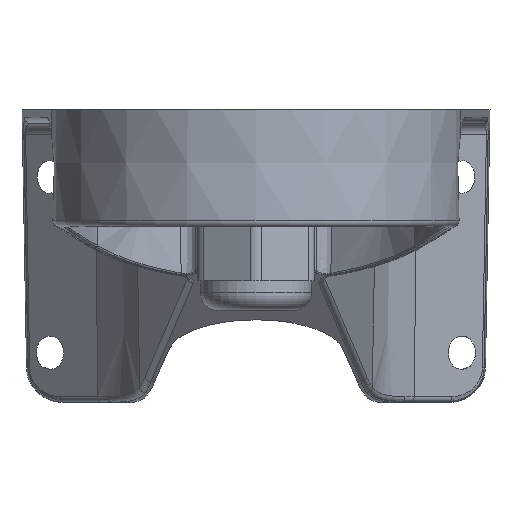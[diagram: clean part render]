
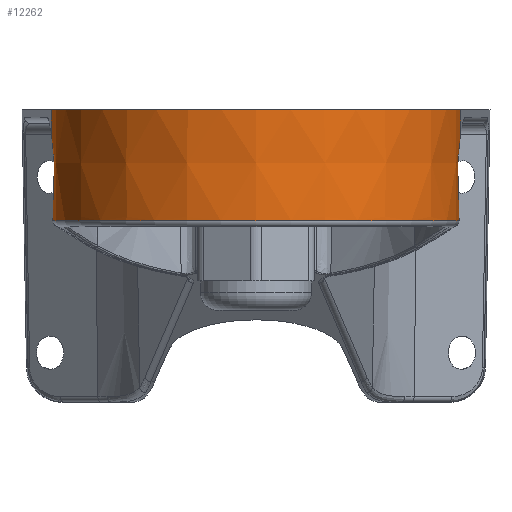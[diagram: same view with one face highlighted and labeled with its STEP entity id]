
A CAD part, front view. The second image highlights one B-rep face of the part: STEP entity #12262.
In plain terms, the highlighted conical face has half-angle 1 degrees and reference radius 35 mm.
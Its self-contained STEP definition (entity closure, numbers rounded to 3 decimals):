
#145=CONICAL_SURFACE('',#13322,35.,0.017);
#337=B_SPLINE_CURVE_WITH_KNOTS('',3,(#21132,#21133,#21134,#21135,#21136),
 .UNSPECIFIED.,.F.,.F.,(4,1,4),(-0.974,-0.636,-0.382),
 .UNSPECIFIED.);
#339=B_SPLINE_CURVE_WITH_KNOTS('',3,(#21180,#21181,#21182,#21183,#21184,
#21185),.UNSPECIFIED.,.F.,.F.,(4,1,1,4),(-2.02,-1.443,
-0.866,0.),.UNSPECIFIED.);
#340=B_SPLINE_CURVE_WITH_KNOTS('',3,(#21228,#21229,#21230,#21231,#21232,
#21233),.UNSPECIFIED.,.F.,.F.,(4,1,1,4),(-2.02,-0.866,
-0.577,0.),.UNSPECIFIED.);
#341=B_SPLINE_CURVE_WITH_KNOTS('',3,(#21267,#21268,#21269,#21270,#21271),
 .UNSPECIFIED.,.F.,.F.,(4,1,4),(0.382,0.72,0.974),
 .UNSPECIFIED.);
#352=B_SPLINE_CURVE_WITH_KNOTS('',3,(#21649,#21650,#21651,#21652),
 .UNSPECIFIED.,.F.,.F.,(4,4),(0.627,2.946),
 .UNSPECIFIED.);
#353=B_SPLINE_CURVE_WITH_KNOTS('',3,(#21703,#21704,#21705,#21706),
 .UNSPECIFIED.,.F.,.F.,(4,4),(-2.946,-0.627),
 .UNSPECIFIED.);
#576=CIRCLE('',#12745,35.);
#753=CIRCLE('',#13128,34.668);
#772=CIRCLE('',#13166,34.926);
#776=CIRCLE('',#13172,34.926);
#1611=FACE_OUTER_BOUND('',#2326,.T.);
#2326=EDGE_LOOP('',(#10559,#10560,#10561,#10562,#10563,#10564,#10565,#10566,
#10567,#10568,#10569,#10570));
#3166=LINE('',#18822,#4224);
#3307=LINE('',#21528,#4365);
#4224=VECTOR('',#15333,10.);
#4365=VECTOR('',#16018,10.);
#5044=VERTEX_POINT('',#18258);
#5045=VERTEX_POINT('',#18260);
#5174=VERTEX_POINT('',#18813);
#5451=VERTEX_POINT('',#21088);
#5452=VERTEX_POINT('',#21130);
#5453=VERTEX_POINT('',#21178);
#5454=VERTEX_POINT('',#21187);
#5455=VERTEX_POINT('',#21226);
#5457=VERTEX_POINT('',#21265);
#5473=VERTEX_POINT('',#21510);
#5483=VERTEX_POINT('',#21572);
#5485=VERTEX_POINT('',#21623);
#6442=EDGE_CURVE('',#5045,#5044,#576,.T.);
#6620=EDGE_CURVE('',#5174,#5044,#3166,.T.);
#7021=EDGE_CURVE('',#5452,#5451,#337,.T.);
#7024=EDGE_CURVE('',#5453,#5452,#339,.T.);
#7026=EDGE_CURVE('',#5454,#5453,#753,.T.);
#7028=EDGE_CURVE('',#5455,#5454,#340,.T.);
#7030=EDGE_CURVE('',#5457,#5455,#341,.T.);
#7061=EDGE_CURVE('',#5473,#5045,#3307,.T.);
#7077=EDGE_CURVE('',#5483,#5174,#772,.T.);
#7083=EDGE_CURVE('',#5473,#5485,#776,.T.);
#7085=EDGE_CURVE('',#5485,#5457,#352,.T.);
#7102=EDGE_CURVE('',#5451,#5483,#353,.T.);
#10559=ORIENTED_EDGE('',*,*,#7030,.F.);
#10560=ORIENTED_EDGE('',*,*,#7085,.F.);
#10561=ORIENTED_EDGE('',*,*,#7083,.F.);
#10562=ORIENTED_EDGE('',*,*,#7061,.T.);
#10563=ORIENTED_EDGE('',*,*,#6442,.T.);
#10564=ORIENTED_EDGE('',*,*,#6620,.F.);
#10565=ORIENTED_EDGE('',*,*,#7077,.F.);
#10566=ORIENTED_EDGE('',*,*,#7102,.F.);
#10567=ORIENTED_EDGE('',*,*,#7021,.F.);
#10568=ORIENTED_EDGE('',*,*,#7024,.F.);
#10569=ORIENTED_EDGE('',*,*,#7026,.F.);
#10570=ORIENTED_EDGE('',*,*,#7028,.F.);
#12262=ADVANCED_FACE('',(#1611),#145,.T.);
#12745=AXIS2_PLACEMENT_3D('',#18261,#14975,#14976);
#13128=AXIS2_PLACEMENT_3D('',#21189,#15961,#15962);
#13166=AXIS2_PLACEMENT_3D('',#21574,#16051,#16052);
#13172=AXIS2_PLACEMENT_3D('',#21627,#16064,#16065);
#13322=AXIS2_PLACEMENT_3D('',#23756,#16437,#16438);
#14975=DIRECTION('center_axis',(0.,0.,-1.));
#14976=DIRECTION('ref_axis',(-0.999,-0.043,0.));
#15333=DIRECTION('',(-0.017,-0.001,1.));
#15961=DIRECTION('center_axis',(0.,0.,
-1.));
#15962=DIRECTION('ref_axis',(0.,-1.,0.));
#16018=DIRECTION('',(0.017,-0.001,1.));
#16051=DIRECTION('center_axis',(0.,0.,1.));
#16052=DIRECTION('ref_axis',(-0.831,0.556,0.));
#16064=DIRECTION('center_axis',(0.,0.,1.));
#16065=DIRECTION('ref_axis',(0.831,0.556,0.));
#16437=DIRECTION('center_axis',(0.,0.,1.));
#16438=DIRECTION('ref_axis',(0.,-1.,0.));
#18258=CARTESIAN_POINT('',(-34.967,-1.51,2.3));
#18260=CARTESIAN_POINT('',(34.967,-1.51,2.3));
#18261=CARTESIAN_POINT('Origin',(0.,0.,2.3));
#18813=CARTESIAN_POINT('',(-34.893,-1.507,-1.965));
#18822=CARTESIAN_POINT('',(-34.967,-1.51,2.3));
#21088=CARTESIAN_POINT('',(-12.946,32.001,-25.156));
#21130=CARTESIAN_POINT('',(-28.731,19.289,-20.282));
#21132=CARTESIAN_POINT('Ctrl Pts',(-28.731,19.289,-20.282));
#21133=CARTESIAN_POINT('Ctrl Pts',(-26.53,22.529,-21.524));
#21134=CARTESIAN_POINT('Ctrl Pts',(-21.709,27.54,-23.446));
#21135=CARTESIAN_POINT('Ctrl Pts',(-15.673,30.906,-24.736));
#21136=CARTESIAN_POINT('Ctrl Pts',(-12.946,32.001,-25.156));
#21178=CARTESIAN_POINT('',(-34.668,0.,-16.717));
#21180=CARTESIAN_POINT('Ctrl Pts',(-34.668,0.,
-16.717));
#21181=CARTESIAN_POINT('Ctrl Pts',(-34.668,1.981,-16.717));
#21182=CARTESIAN_POINT('Ctrl Pts',(-34.317,5.968,-16.941));
#21183=CARTESIAN_POINT('Ctrl Pts',(-32.549,12.612,-18.047));
#21184=CARTESIAN_POINT('Ctrl Pts',(-30.319,16.953,-19.386));
#21185=CARTESIAN_POINT('Ctrl Pts',(-28.731,19.289,-20.282));
#21187=CARTESIAN_POINT('',(34.668,0.,-16.717));
#21189=CARTESIAN_POINT('Origin',(0.,0.,
-16.717));
#21226=CARTESIAN_POINT('',(28.731,19.289,-20.282));
#21228=CARTESIAN_POINT('Ctrl Pts',(28.731,19.289,-20.282));
#21229=CARTESIAN_POINT('Ctrl Pts',(30.848,16.174,-19.087));
#21230=CARTESIAN_POINT('Ctrl Pts',(32.925,11.703,-17.811));
#21231=CARTESIAN_POINT('Ctrl Pts',(34.403,4.98,-16.887));
#21232=CARTESIAN_POINT('Ctrl Pts',(34.668,1.981,-16.717));
#21233=CARTESIAN_POINT('Ctrl Pts',(34.668,0.,
-16.717));
#21265=CARTESIAN_POINT('',(12.946,32.001,-25.156));
#21267=CARTESIAN_POINT('Ctrl Pts',(12.946,32.001,-25.156));
#21268=CARTESIAN_POINT('Ctrl Pts',(16.582,30.541,-24.596));
#21269=CARTESIAN_POINT('Ctrl Pts',(22.505,26.899,-23.2));
#21270=CARTESIAN_POINT('Ctrl Pts',(27.08,21.719,-21.214));
#21271=CARTESIAN_POINT('Ctrl Pts',(28.731,19.289,-20.282));
#21510=CARTESIAN_POINT('',(34.893,-1.507,-1.965));
#21528=CARTESIAN_POINT('',(34.927,-1.509,0.));
#21572=CARTESIAN_POINT('',(-13.385,32.259,-1.965));
#21574=CARTESIAN_POINT('Origin',(0.,0.,
-1.965));
#21623=CARTESIAN_POINT('',(13.385,32.259,-1.965));
#21627=CARTESIAN_POINT('Origin',(0.,0.,-1.965));
#21649=CARTESIAN_POINT('Ctrl Pts',(13.385,32.259,-1.965));
#21650=CARTESIAN_POINT('Ctrl Pts',(13.239,32.173,-9.695));
#21651=CARTESIAN_POINT('Ctrl Pts',(13.093,32.088,-17.426));
#21652=CARTESIAN_POINT('Ctrl Pts',(12.946,32.001,-25.156));
#21703=CARTESIAN_POINT('Ctrl Pts',(-12.946,32.001,-25.156));
#21704=CARTESIAN_POINT('Ctrl Pts',(-13.093,32.088,-17.426));
#21705=CARTESIAN_POINT('Ctrl Pts',(-13.239,32.173,-9.695));
#21706=CARTESIAN_POINT('Ctrl Pts',(-13.385,32.259,-1.965));
#23756=CARTESIAN_POINT('Origin',(0.,0.,2.3));
